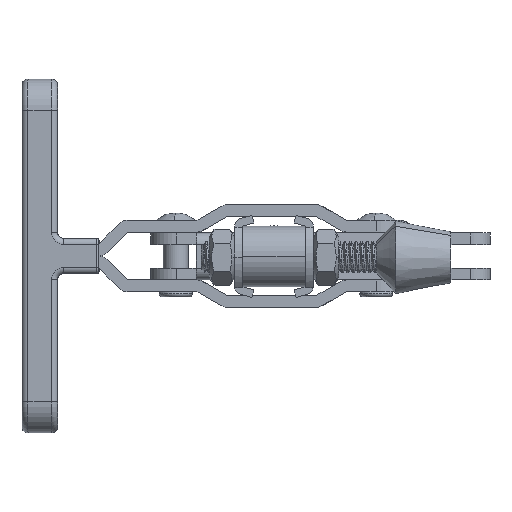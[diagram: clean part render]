
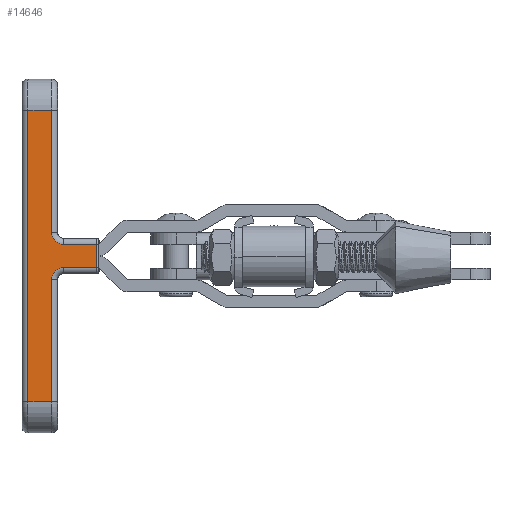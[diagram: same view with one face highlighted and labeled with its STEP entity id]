
A CAD part, left-side view. The second image highlights one B-rep face of the part: STEP entity #14646.
In plain terms, the highlighted face is planar.
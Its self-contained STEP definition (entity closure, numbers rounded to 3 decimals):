
#376 = DIRECTION ( 'NONE',  ( -1., 0., 0. ) ) ;
#1131 = EDGE_CURVE ( 'NONE', #20176, #5994, #10759, .T. ) ;
#1442 = EDGE_CURVE ( 'NONE', #9045, #30829, #18454, .T. ) ;
#1801 = CIRCLE ( 'NONE', #32982, 3. ) ;
#2533 = ORIENTED_EDGE ( 'NONE', *, *, #1442, .T. ) ;
#2608 = CARTESIAN_POINT ( 'NONE',  ( 6., -3., 14.3 ) ) ;
#2627 = CARTESIAN_POINT ( 'NONE',  ( 14.5, -37.1, 14.3 ) ) ;
#3393 = ORIENTED_EDGE ( 'NONE', *, *, #20466, .F. ) ;
#4662 = VERTEX_POINT ( 'NONE', #13484 ) ;
#5677 = LINE ( 'NONE', #32890, #19265 ) ;
#5960 = DIRECTION ( 'NONE',  ( 0., 1., 0. ) ) ;
#5994 = VERTEX_POINT ( 'NONE', #33323 ) ;
#6850 = EDGE_LOOP ( 'NONE', ( #34163, #14359, #30076, #9482, #2533, #14693, #29188, #34854, #29332, #3393 ) ) ;
#7201 = CARTESIAN_POINT ( 'NONE',  ( 4.5, 3., 14.3 ) ) ;
#7486 = EDGE_CURVE ( 'NONE', #29621, #23468, #5677, .T. ) ;
#7498 = CARTESIAN_POINT ( 'NONE',  ( 6., 3., 14.3 ) ) ;
#8588 = CARTESIAN_POINT ( 'NONE',  ( 15., -3., 14.3 ) ) ;
#8849 = DIRECTION ( 'NONE',  ( 0., 1., 0. ) ) ;
#8865 = DIRECTION ( 'NONE',  ( 1., 0., 0. ) ) ;
#9045 = VERTEX_POINT ( 'NONE', #9347 ) ;
#9086 = CARTESIAN_POINT ( 'NONE',  ( 3., -37.1, 14.3 ) ) ;
#9347 = CARTESIAN_POINT ( 'NONE',  ( 3., 6., 14.3 ) ) ;
#9482 = ORIENTED_EDGE ( 'NONE', *, *, #25442, .F. ) ;
#9819 = LINE ( 'NONE', #11587, #23375 ) ;
#10055 = FACE_OUTER_BOUND ( 'NONE', #6850, .T. ) ;
#10057 = LINE ( 'NONE', #27589, #25259 ) ;
#10302 = EDGE_CURVE ( 'NONE', #4662, #29621, #9819, .T. ) ;
#10532 = CIRCLE ( 'NONE', #18687, 3. ) ;
#10759 = LINE ( 'NONE', #2627, #16312 ) ;
#11587 = CARTESIAN_POINT ( 'NONE',  ( -4.5, -37.1, 14.3 ) ) ;
#12872 = DIRECTION ( 'NONE',  ( 1., 0., 0. ) ) ;
#13084 = CARTESIAN_POINT ( 'NONE',  ( 6., -6., 14.3 ) ) ;
#13460 = AXIS2_PLACEMENT_3D ( 'NONE', #32541, #16662, #376 ) ;
#13484 = CARTESIAN_POINT ( 'NONE',  ( -3., -37.1, 14.3 ) ) ;
#13882 = DIRECTION ( 'NONE',  ( 0., 0., 1. ) ) ;
#13921 = PLANE ( 'NONE',  #13460 ) ;
#14044 = DIRECTION ( 'NONE',  ( 0., -1., 0. ) ) ;
#14338 = EDGE_CURVE ( 'NONE', #5994, #16479, #24033, .T. ) ;
#14359 = ORIENTED_EDGE ( 'NONE', *, *, #1131, .T. ) ;
#14430 = EDGE_CURVE ( 'NONE', #24252, #30829, #22338, .T. ) ;
#14646 = ADVANCED_FACE ( 'NONE', ( #10055 ), #13921, .F. ) ;
#14693 = ORIENTED_EDGE ( 'NONE', *, *, #14430, .F. ) ;
#15814 = DIRECTION ( 'NONE',  ( -1., 0., 0. ) ) ;
#16312 = VECTOR ( 'NONE', #26827, 1000. ) ;
#16479 = VERTEX_POINT ( 'NONE', #7498 ) ;
#16662 = DIRECTION ( 'NONE',  ( 0., 0., -1. ) ) ;
#16860 = VECTOR ( 'NONE', #12872, 1000. ) ;
#17166 = CARTESIAN_POINT ( 'NONE',  ( 14.5, -3., 14.3 ) ) ;
#18454 = LINE ( 'NONE', #9086, #31058 ) ;
#18655 = CARTESIAN_POINT ( 'NONE',  ( 3., -37.1, 14.3 ) ) ;
#18687 = AXIS2_PLACEMENT_3D ( 'NONE', #30023, #13882, #32748 ) ;
#19265 = VECTOR ( 'NONE', #5960, 1000. ) ;
#19993 = LINE ( 'NONE', #8588, #27109 ) ;
#20176 = VERTEX_POINT ( 'NONE', #17166 ) ;
#20466 = EDGE_CURVE ( 'NONE', #26664, #23468, #1801, .T. ) ;
#22338 = LINE ( 'NONE', #29015, #16860 ) ;
#22749 = CARTESIAN_POINT ( 'NONE',  ( -3., 37.1, 14.3 ) ) ;
#23375 = VECTOR ( 'NONE', #8865, 1000. ) ;
#23378 = EDGE_CURVE ( 'NONE', #26664, #20176, #19993, .T. ) ;
#23431 = DIRECTION ( 'NONE',  ( -1., 0., 0. ) ) ;
#23468 = VERTEX_POINT ( 'NONE', #30408 ) ;
#23823 = CARTESIAN_POINT ( 'NONE',  ( 3., 37.1, 14.3 ) ) ;
#24033 = LINE ( 'NONE', #7201, #31185 ) ;
#24252 = VERTEX_POINT ( 'NONE', #22749 ) ;
#24759 = DIRECTION ( 'NONE',  ( 1., 0., 0. ) ) ;
#25259 = VECTOR ( 'NONE', #14044, 1000. ) ;
#25442 = EDGE_CURVE ( 'NONE', #9045, #16479, #10532, .T. ) ;
#26664 = VERTEX_POINT ( 'NONE', #2608 ) ;
#26827 = DIRECTION ( 'NONE',  ( 0., 1., 0. ) ) ;
#27109 = VECTOR ( 'NONE', #24759, 1000. ) ;
#27589 = CARTESIAN_POINT ( 'NONE',  ( -3., -37.1, 14.3 ) ) ;
#29015 = CARTESIAN_POINT ( 'NONE',  ( -4.5, 37.1, 14.3 ) ) ;
#29128 = EDGE_CURVE ( 'NONE', #24252, #4662, #10057, .T. ) ;
#29188 = ORIENTED_EDGE ( 'NONE', *, *, #29128, .T. ) ;
#29332 = ORIENTED_EDGE ( 'NONE', *, *, #7486, .T. ) ;
#29621 = VERTEX_POINT ( 'NONE', #18655 ) ;
#30023 = CARTESIAN_POINT ( 'NONE',  ( 6., 6., 14.3 ) ) ;
#30076 = ORIENTED_EDGE ( 'NONE', *, *, #14338, .T. ) ;
#30408 = CARTESIAN_POINT ( 'NONE',  ( 3., -6., 14.3 ) ) ;
#30829 = VERTEX_POINT ( 'NONE', #23823 ) ;
#31058 = VECTOR ( 'NONE', #8849, 1000. ) ;
#31185 = VECTOR ( 'NONE', #23431, 1000. ) ;
#31951 = DIRECTION ( 'NONE',  ( 0., 0., 1. ) ) ;
#32541 = CARTESIAN_POINT ( 'NONE',  ( -4.5, -37.1, 14.3 ) ) ;
#32748 = DIRECTION ( 'NONE',  ( -1., 0., 0. ) ) ;
#32890 = CARTESIAN_POINT ( 'NONE',  ( 3., -37.1, 14.3 ) ) ;
#32982 = AXIS2_PLACEMENT_3D ( 'NONE', #13084, #31951, #15814 ) ;
#33323 = CARTESIAN_POINT ( 'NONE',  ( 14.5, 3., 14.3 ) ) ;
#34163 = ORIENTED_EDGE ( 'NONE', *, *, #23378, .T. ) ;
#34854 = ORIENTED_EDGE ( 'NONE', *, *, #10302, .T. ) ;
